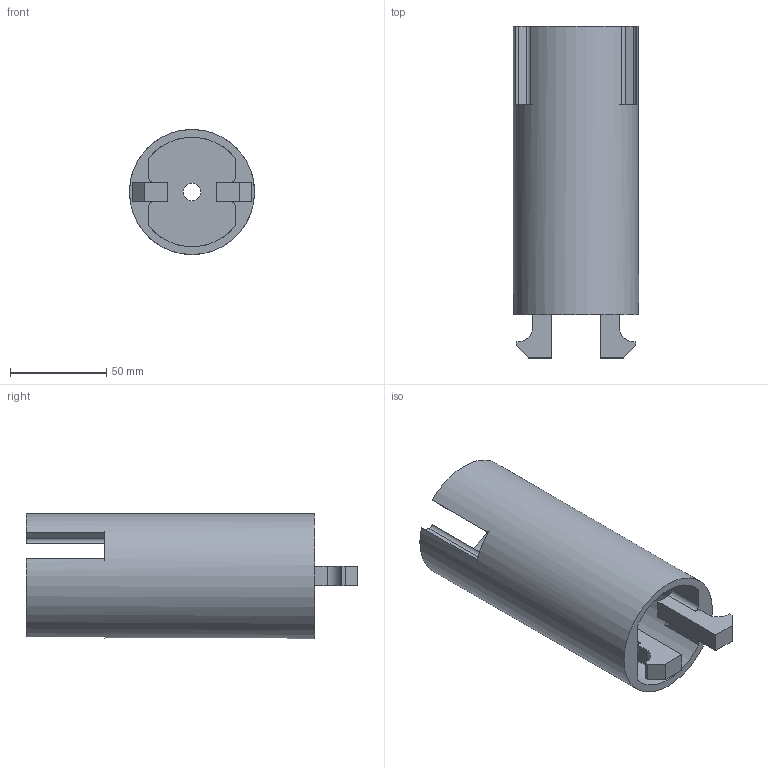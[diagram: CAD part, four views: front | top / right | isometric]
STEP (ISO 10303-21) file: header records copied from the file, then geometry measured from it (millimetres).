
FILE_DESCRIPTION(/* description */ (''),/* implementation_level */ '2;1');
FILE_NAME(/* name */ 'LowerBodyA v9.step',/* time_stamp */ '2023-09-28T22:45:56-04:00',/* author */ (''),/* organization */ (''),/* preprocessor_version */ 'ST-DEVELOPER v20',/* originating_system */ 'Autodesk Translation Framework v12.14.0.127',/* authorisation */ '');
FILE_SCHEMA (('AUTOMOTIVE_DESIGN { 1 0 10303 214 3 1 1 }'));
Length unit declared in the file: millimetre
Products named in the file (1): LowerBodyA
Bounding box: 65 x 172.5 x 65 mm (x, y, z)
Volume: 156077.2 mm3; surface area: 65880.9 mm2
Topology: 1 solids, 1 shells, 80 faces, 228 edges, 152 vertices
Faces by surface type: plane 44, cylinder 34, torus 2
Full cylindrical faces by diameter (mm): 9 x1, 13.5 x1, 57 x1, 65 x1
Entity records: 2736 total; most frequent: CARTESIAN_POINT 549, DIRECTION 468, ORIENTED_EDGE 456, EDGE_CURVE 228, AXIS2_PLACEMENT_3D 167, VERTEX_POINT 152, LINE 134, VECTOR 134
